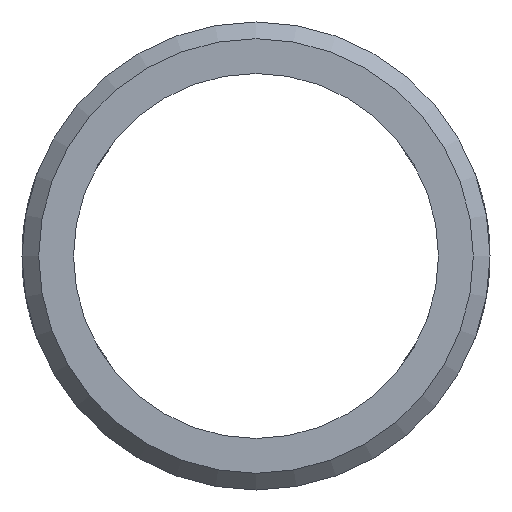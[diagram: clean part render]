
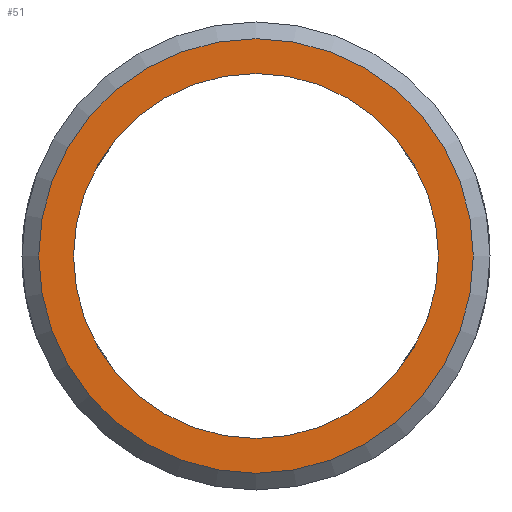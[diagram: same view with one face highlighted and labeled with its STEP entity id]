
A CAD part, front view. The second image highlights one B-rep face of the part: STEP entity #51.
In plain terms, the highlighted planar face has unit normal (0, -1, 0).
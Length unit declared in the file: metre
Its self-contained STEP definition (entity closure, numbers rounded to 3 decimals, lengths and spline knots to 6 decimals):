
#51 = ADVANCED_FACE( '', ( #99, #100 ), #101, .F. );
#99 = FACE_OUTER_BOUND( '', #146, .T. );
#100 = FACE_BOUND( '', #147, .T. );
#101 = PLANE( '', #148 );
#146 = EDGE_LOOP( '', ( #196 ) );
#147 = EDGE_LOOP( '', ( #197 ) );
#148 = AXIS2_PLACEMENT_3D( '', #198, #199, #200 );
#196 = ORIENTED_EDGE( '', *, *, #229, .T. );
#197 = ORIENTED_EDGE( '', *, *, #220, .F. );
#198 = CARTESIAN_POINT( '', ( 0., 0., 0. ) );
#199 = DIRECTION( '', ( 0., 1., 0. ) );
#200 = DIRECTION( '', ( 0., 0., 1. ) );
#220 = EDGE_CURVE( '', #241, #241, #242, .T. );
#229 = EDGE_CURVE( '', #255, #255, #256, .F. );
#241 = VERTEX_POINT( '', #328 );
#242 = CIRCLE( '', #329, 0.005459 );
#255 = VERTEX_POINT( '', #527 );
#256 = CIRCLE( '', #528, 0.0065 );
#328 = CARTESIAN_POINT( '', ( 0.005459, 0., 0. ) );
#329 = AXIS2_PLACEMENT_3D( '', #539, #540, #541 );
#527 = CARTESIAN_POINT( '', ( 0., 0., 0.0065 ) );
#528 = AXIS2_PLACEMENT_3D( '', #545, #546, #547 );
#539 = CARTESIAN_POINT( '', ( 0., 0., 0. ) );
#540 = DIRECTION( '', ( 0., -1., 0. ) );
#541 = DIRECTION( '', ( 1., 0., 0. ) );
#545 = CARTESIAN_POINT( '', ( 0., 0., 0. ) );
#546 = DIRECTION( '', ( 0., 1., 0. ) );
#547 = DIRECTION( '', ( 0., 0., 1. ) );
